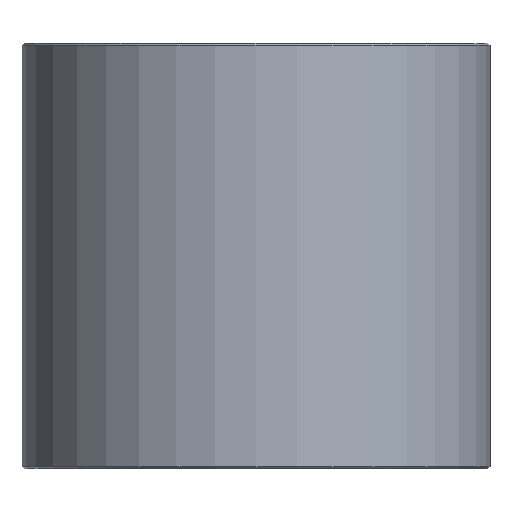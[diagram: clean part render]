
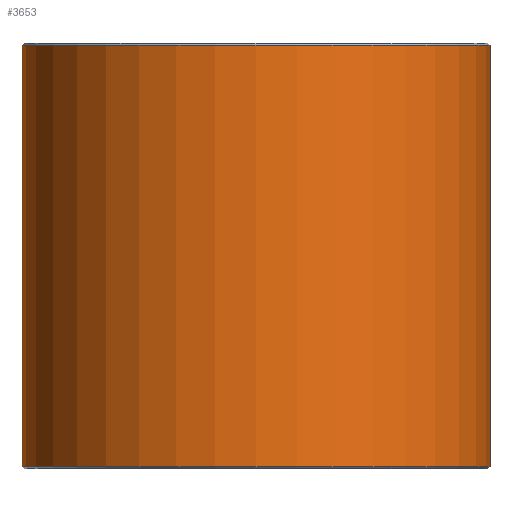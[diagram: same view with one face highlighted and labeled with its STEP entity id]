
A CAD part, front view. The second image highlights one B-rep face of the part: STEP entity #3653.
In plain terms, the highlighted cylindrical face has radius 27.94 mm (diameter 55.88 mm), a partial arc.
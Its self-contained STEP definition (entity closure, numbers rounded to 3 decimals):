
#255 = DIRECTION ( 'NONE',  ( 1., 0., 0. ) ) ;
#353 = CIRCLE ( 'NONE', #12509, 27.94 ) ;
#394 = CARTESIAN_POINT ( 'NONE',  ( -27.94, 0., 41.91 ) ) ;
#561 = CYLINDRICAL_SURFACE ( 'NONE', #1838, 27.94 ) ;
#616 = CARTESIAN_POINT ( 'NONE',  ( 27.94, 0., 0.254 ) ) ;
#1715 = CARTESIAN_POINT ( 'NONE',  ( 0., 0., 41.91 ) ) ;
#1823 = FACE_OUTER_BOUND ( 'NONE', #7029, .T. ) ;
#1826 = EDGE_CURVE ( 'NONE', #13440, #13444, #353, .T. ) ;
#1838 = AXIS2_PLACEMENT_3D ( 'NONE', #1715, #7163, #7223 ) ;
#2198 = CARTESIAN_POINT ( 'NONE',  ( 27.94, 0., 41.91 ) ) ;
#2788 = LINE ( 'NONE', #2198, #13513 ) ;
#2905 = CARTESIAN_POINT ( 'NONE',  ( -27.94, 0., 0.254 ) ) ;
#3484 = DIRECTION ( 'NONE',  ( 0., 0., 1. ) ) ;
#3653 = ADVANCED_FACE ( 'NONE', ( #1823 ), #561, .T. ) ;
#3907 = VECTOR ( 'NONE', #9839, 1000. ) ;
#3928 = CARTESIAN_POINT ( 'NONE',  ( -27.94, 0., 50.546 ) ) ;
#4114 = ORIENTED_EDGE ( 'NONE', *, *, #15352, .T. ) ;
#4766 = CARTESIAN_POINT ( 'NONE',  ( 0., 0., 50.546 ) ) ;
#6135 = DIRECTION ( 'NONE',  ( -1., 0., 0. ) ) ;
#6471 = EDGE_CURVE ( 'NONE', #14985, #13444, #7546, .T. ) ;
#7029 = EDGE_LOOP ( 'NONE', ( #12906, #16767, #4114, #9004 ) ) ;
#7163 = DIRECTION ( 'NONE',  ( 0., 0., 1. ) ) ;
#7223 = DIRECTION ( 'NONE',  ( 1., 0., 0. ) ) ;
#7546 = LINE ( 'NONE', #394, #3907 ) ;
#7812 = CARTESIAN_POINT ( 'NONE',  ( 27.94, 0., 50.546 ) ) ;
#8357 = DIRECTION ( 'NONE',  ( 0., 0., 1. ) ) ;
#9004 = ORIENTED_EDGE ( 'NONE', *, *, #1826, .T. ) ;
#9070 = AXIS2_PLACEMENT_3D ( 'NONE', #16386, #8357, #255 ) ;
#9839 = DIRECTION ( 'NONE',  ( 0., 0., 1. ) ) ;
#11007 = VERTEX_POINT ( 'NONE', #616 ) ;
#11967 = CIRCLE ( 'NONE', #9070, 27.94 ) ;
#12504 = EDGE_CURVE ( 'NONE', #14985, #11007, #11967, .T. ) ;
#12509 = AXIS2_PLACEMENT_3D ( 'NONE', #4766, #14173, #6135 ) ;
#12906 = ORIENTED_EDGE ( 'NONE', *, *, #6471, .F. ) ;
#13440 = VERTEX_POINT ( 'NONE', #7812 ) ;
#13444 = VERTEX_POINT ( 'NONE', #3928 ) ;
#13513 = VECTOR ( 'NONE', #3484, 1000. ) ;
#14173 = DIRECTION ( 'NONE',  ( 0., 0., -1. ) ) ;
#14985 = VERTEX_POINT ( 'NONE', #2905 ) ;
#15352 = EDGE_CURVE ( 'NONE', #11007, #13440, #2788, .T. ) ;
#16386 = CARTESIAN_POINT ( 'NONE',  ( 0., 0., 0.254 ) ) ;
#16767 = ORIENTED_EDGE ( 'NONE', *, *, #12504, .T. ) ;
